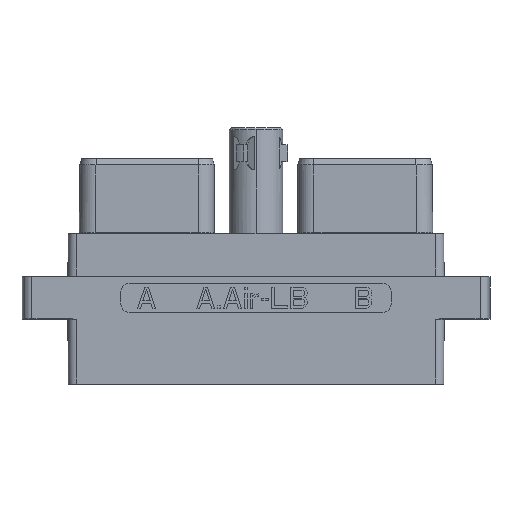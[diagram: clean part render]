
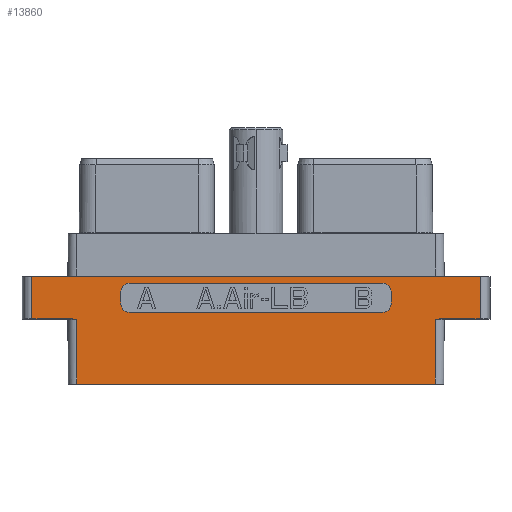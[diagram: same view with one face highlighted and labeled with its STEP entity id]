
A CAD part, top view. The second image highlights one B-rep face of the part: STEP entity #13860.
In plain terms, the highlighted planar face has unit normal (0, 0, 1).
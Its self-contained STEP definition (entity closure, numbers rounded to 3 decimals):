
#297=DIRECTION('',(1.,0.,0.));
#298=VECTOR('',#297,42.42);
#299=CARTESIAN_POINT('',(-21.21,-17.825,7.965));
#300=LINE('',#299,#298);
#324=CARTESIAN_POINT('',(21.259,-10.21,7.965));
#400=CARTESIAN_POINT('',(21.21,-17.825,7.965));
#402=DIRECTION('',(0.006,1.,0.));
#403=VECTOR('',#402,7.615);
#404=CARTESIAN_POINT('',(21.21,-17.825,7.965));
#405=LINE('',#404,#403);
#406=CARTESIAN_POINT('',(21.259,-10.21,7.965));
#407=CARTESIAN_POINT('',(21.283,-10.203,7.965));
#408=CARTESIAN_POINT('',(21.327,-10.19,7.965));
#409=CARTESIAN_POINT('',(21.387,-10.174,7.965));
#410=CARTESIAN_POINT('',(21.441,-10.16,7.965));
#411=CARTESIAN_POINT('',(21.49,-10.149,7.965));
#412=CARTESIAN_POINT('',(21.533,-10.14,7.965));
#413=CARTESIAN_POINT('',(21.57,-10.134,7.965));
#414=CARTESIAN_POINT('',(21.604,-10.13,7.965));
#415=CARTESIAN_POINT('',(21.633,-10.127,7.965));
#416=CARTESIAN_POINT('',(21.66,-10.125,7.965));
#417=CARTESIAN_POINT('',(21.676,-10.125,7.965));
#418=CARTESIAN_POINT('',(21.683,-10.125,7.965));
#420=CARTESIAN_POINT('',(21.683,-10.125,7.965));
#456=DIRECTION('',(1.,0.,0.));
#457=VECTOR('',#456,4.849);
#458=CARTESIAN_POINT('',(21.683,-10.125,7.965));
#459=LINE('',#458,#457);
#556=CARTESIAN_POINT('',(-15.,-6.86,7.965));
#557=DIRECTION('',(0.,0.,1.));
#558=DIRECTION('',(0.,1.,0.));
#559=AXIS2_PLACEMENT_3D('',#556,#557,#558);
#561=DIRECTION('',(0.,-1.,0.));
#562=VECTOR('',#561,1.5);
#563=CARTESIAN_POINT('',(-15.985,-6.86,7.965));
#564=LINE('',#563,#562);
#565=CARTESIAN_POINT('',(-15.,-8.36,7.965));
#566=DIRECTION('',(0.,0.,1.));
#567=DIRECTION('',(-1.,0.,0.));
#568=AXIS2_PLACEMENT_3D('',#565,#566,#567);
#570=DIRECTION('',(1.,0.,0.));
#571=VECTOR('',#570,30.);
#572=CARTESIAN_POINT('',(-15.,-9.345,7.965));
#573=LINE('',#572,#571);
#574=CARTESIAN_POINT('',(15.,-8.36,7.965));
#575=DIRECTION('',(0.,0.,1.));
#576=DIRECTION('',(0.,-1.,0.));
#577=AXIS2_PLACEMENT_3D('',#574,#575,#576);
#579=DIRECTION('',(0.,1.,0.));
#580=VECTOR('',#579,1.5);
#581=CARTESIAN_POINT('',(15.985,-8.36,7.965));
#582=LINE('',#581,#580);
#583=CARTESIAN_POINT('',(15.,-6.86,7.965));
#584=DIRECTION('',(0.,0.,1.));
#585=DIRECTION('',(1.,0.,0.));
#586=AXIS2_PLACEMENT_3D('',#583,#584,#585);
#588=DIRECTION('',(-1.,0.,0.));
#589=VECTOR('',#588,30.);
#590=CARTESIAN_POINT('',(15.,-5.875,7.965));
#591=LINE('',#590,#589);
#636=CARTESIAN_POINT('',(-21.259,-10.21,7.965));
#638=DIRECTION('',(0.006,-1.,0.));
#639=VECTOR('',#638,7.615);
#640=CARTESIAN_POINT('',(-21.259,-10.21,7.965));
#641=LINE('',#640,#639);
#642=CARTESIAN_POINT('',(-21.21,-17.825,7.965));
#679=CARTESIAN_POINT('',(-21.683,-10.125,7.965));
#680=CARTESIAN_POINT('',(-21.676,-10.125,7.965));
#681=CARTESIAN_POINT('',(-21.66,-10.125,7.965));
#682=CARTESIAN_POINT('',(-21.633,-10.127,7.965));
#683=CARTESIAN_POINT('',(-21.604,-10.13,7.965));
#684=CARTESIAN_POINT('',(-21.57,-10.134,7.965));
#685=CARTESIAN_POINT('',(-21.533,-10.14,7.965));
#686=CARTESIAN_POINT('',(-21.49,-10.149,7.965));
#687=CARTESIAN_POINT('',(-21.442,-10.16,7.965));
#688=CARTESIAN_POINT('',(-21.387,-10.174,7.965));
#689=CARTESIAN_POINT('',(-21.327,-10.19,7.965));
#690=CARTESIAN_POINT('',(-21.283,-10.203,7.965));
#691=CARTESIAN_POINT('',(-21.259,-10.21,7.965));
#727=CARTESIAN_POINT('',(-21.683,-10.125,7.965));
#807=DIRECTION('',(1.,0.,0.));
#808=VECTOR('',#807,4.849);
#809=CARTESIAN_POINT('',(-26.532,-10.125,7.965));
#810=LINE('',#809,#808);
#1198=DIRECTION('',(0.,1.,0.));
#1199=VECTOR('',#1198,4.99);
#1200=CARTESIAN_POINT('',(26.532,-10.125,7.965));
#1201=LINE('',#1200,#1199);
#1216=DIRECTION('',(-1.,0.,0.));
#1217=VECTOR('',#1216,53.065);
#1218=CARTESIAN_POINT('',(26.532,-5.135,7.965));
#1219=LINE('',#1218,#1217);
#1488=DIRECTION('',(0.,-1.,0.));
#1489=VECTOR('',#1488,4.99);
#1490=CARTESIAN_POINT('',(-26.532,-5.135,7.965));
#1491=LINE('',#1490,#1489);
#12662=VERTEX_POINT('',#400);
#12665=VERTEX_POINT('',#642);
#12669=CARTESIAN_POINT('',(26.532,-10.125,7.965));
#12670=CARTESIAN_POINT('',(26.532,-5.135,7.965));
#12671=VERTEX_POINT('',#12669);
#12672=VERTEX_POINT('',#12670);
#12685=CARTESIAN_POINT('',(-26.532,-5.135,7.965));
#12686=CARTESIAN_POINT('',(-26.532,-10.125,7.965));
#12687=VERTEX_POINT('',#12685);
#12688=VERTEX_POINT('',#12686);
#13133=CARTESIAN_POINT('',(-15.,-5.875,7.965));
#13134=CARTESIAN_POINT('',(-15.985,-6.86,7.965));
#13135=VERTEX_POINT('',#13133);
#13136=VERTEX_POINT('',#13134);
#13137=CARTESIAN_POINT('',(-15.985,-8.36,7.965));
#13138=VERTEX_POINT('',#13137);
#13139=CARTESIAN_POINT('',(-15.,-9.345,7.965));
#13140=VERTEX_POINT('',#13139);
#13141=CARTESIAN_POINT('',(15.,-9.345,7.965));
#13142=VERTEX_POINT('',#13141);
#13143=CARTESIAN_POINT('',(15.985,-8.36,7.965));
#13144=VERTEX_POINT('',#13143);
#13145=CARTESIAN_POINT('',(15.985,-6.86,7.965));
#13146=VERTEX_POINT('',#13145);
#13147=CARTESIAN_POINT('',(15.,-5.875,7.965));
#13148=VERTEX_POINT('',#13147);
#13173=VERTEX_POINT('',#420);
#13175=VERTEX_POINT('',#324);
#13193=VERTEX_POINT('',#636);
#13195=VERTEX_POINT('',#727);
#13819=CARTESIAN_POINT('',(-27.69,-5.15,7.965));
#13820=DIRECTION('',(0.,0.,1.));
#13821=DIRECTION('',(1.,0.,0.));
#13822=AXIS2_PLACEMENT_3D('',#13819,#13820,#13821);
#13823=PLANE('',#13822);
#13825=ORIENTED_EDGE('',*,*,#13824,.F.);
#13827=ORIENTED_EDGE('',*,*,#13826,.F.);
#13829=ORIENTED_EDGE('',*,*,#13828,.F.);
#13831=ORIENTED_EDGE('',*,*,#13830,.F.);
#13833=ORIENTED_EDGE('',*,*,#13832,.F.);
#13835=ORIENTED_EDGE('',*,*,#13834,.F.);
#13836=ORIENTED_EDGE('',*,*,#13782,.F.);
#13837=ORIENTED_EDGE('',*,*,#13771,.F.);
#13838=ORIENTED_EDGE('',*,*,#13712,.F.);
#13839=ORIENTED_EDGE('',*,*,#13626,.F.);
#13840=EDGE_LOOP('',(#13825,#13827,#13829,#13831,#13833,#13835,#13836,#13837,
#13838,#13839));
#13841=FACE_OUTER_BOUND('',#13840,.F.);
#13843=ORIENTED_EDGE('',*,*,#13842,.T.);
#13845=ORIENTED_EDGE('',*,*,#13844,.T.);
#13847=ORIENTED_EDGE('',*,*,#13846,.T.);
#13849=ORIENTED_EDGE('',*,*,#13848,.T.);
#13851=ORIENTED_EDGE('',*,*,#13850,.T.);
#13853=ORIENTED_EDGE('',*,*,#13852,.T.);
#13855=ORIENTED_EDGE('',*,*,#13854,.T.);
#13857=ORIENTED_EDGE('',*,*,#13856,.T.);
#13858=EDGE_LOOP('',(#13843,#13845,#13847,#13849,#13851,#13853,#13855,#13857));
#13859=FACE_BOUND('',#13858,.F.);
#13860=ADVANCED_FACE('',(#13841,#13859),#13823,.T.);
#419=B_SPLINE_CURVE_WITH_KNOTS('',3,(#406,#407,#408,#409,#410,#411,#412,#413,
#414,#415,#416,#417,#418),.UNSPECIFIED.,.F.,.F.,(4,1,1,1,1,1,1,1,1,1,4),(0.,
0.1,0.2,0.3,0.4,0.5,0.6,0.7,0.8,0.9,1.),.UNSPECIFIED.);
#560=CIRCLE('',#559,0.985);
#569=CIRCLE('',#568,0.985);
#578=CIRCLE('',#577,0.985);
#587=CIRCLE('',#586,0.985);
#692=B_SPLINE_CURVE_WITH_KNOTS('',3,(#679,#680,#681,#682,#683,#684,#685,#686,
#687,#688,#689,#690,#691),.UNSPECIFIED.,.F.,.F.,(4,1,1,1,1,1,1,1,1,1,4),(0.,
0.1,0.2,0.3,0.4,0.5,0.6,0.7,0.8,0.9,1.),.UNSPECIFIED.);
#13626=EDGE_CURVE('',#12665,#12662,#300,.T.);
#13712=EDGE_CURVE('',#12662,#13175,#405,.T.);
#13771=EDGE_CURVE('',#13175,#13173,#419,.T.);
#13782=EDGE_CURVE('',#13173,#12671,#459,.T.);
#13824=EDGE_CURVE('',#13193,#12665,#641,.T.);
#13826=EDGE_CURVE('',#13195,#13193,#692,.T.);
#13828=EDGE_CURVE('',#12688,#13195,#810,.T.);
#13830=EDGE_CURVE('',#12687,#12688,#1491,.T.);
#13832=EDGE_CURVE('',#12672,#12687,#1219,.T.);
#13834=EDGE_CURVE('',#12671,#12672,#1201,.T.);
#13842=EDGE_CURVE('',#13135,#13136,#560,.T.);
#13844=EDGE_CURVE('',#13136,#13138,#564,.T.);
#13846=EDGE_CURVE('',#13138,#13140,#569,.T.);
#13848=EDGE_CURVE('',#13140,#13142,#573,.T.);
#13850=EDGE_CURVE('',#13142,#13144,#578,.T.);
#13852=EDGE_CURVE('',#13144,#13146,#582,.T.);
#13854=EDGE_CURVE('',#13146,#13148,#587,.T.);
#13856=EDGE_CURVE('',#13148,#13135,#591,.T.);
